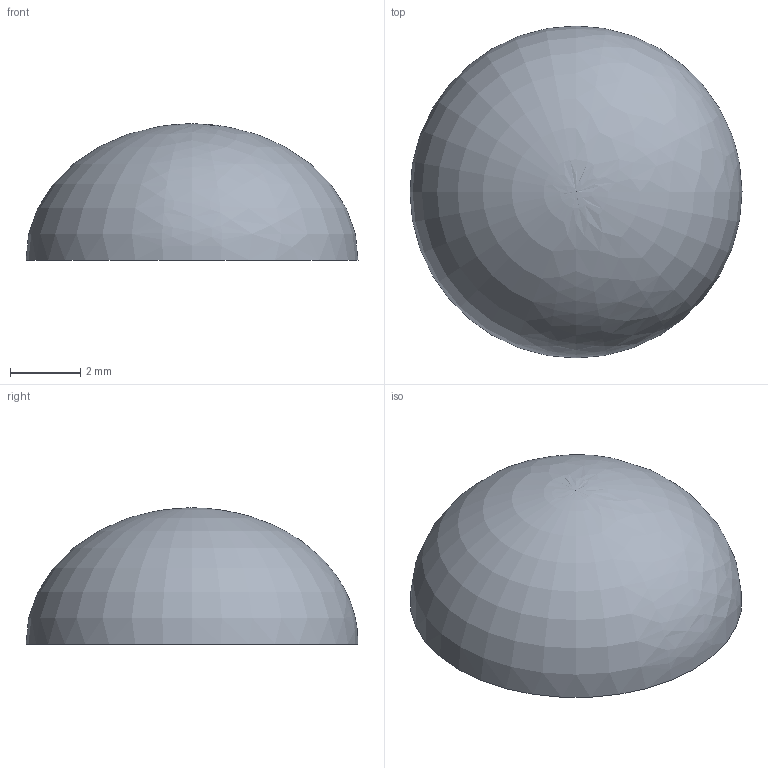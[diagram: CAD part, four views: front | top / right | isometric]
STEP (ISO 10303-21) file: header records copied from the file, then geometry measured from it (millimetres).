
FILE_DESCRIPTION(/* description */ (''),/* implementation_level */ '2;1');
FILE_NAME(/* name */ '3226b91a-d7bf-4f26-847b-ed741f5a0d22.stp',/* time_stamp */ '2018-04-12T19:29:54-07:00',/* author */ (''),/* organization */ (''),/* preprocessor_version */ 'ST-DEVELOPER v16.13',/* originating_system */ 'Autodesk Translation Framework v6.5.0.72',/* authorisation */ '');
FILE_SCHEMA (('AUTOMOTIVE_DESIGN { 1 0 10303 214 3 1 1 }'));
Length unit declared in the file: inch
Products named in the file (1): Flat Case Risers
Bounding box: 9.44 x 9.44 x 3.88 mm (x, y, z)
Volume: 182.9 mm3; surface area: 194.7 mm2
Topology: 1 solids, 1 shells, 2 faces, 3 edges, 2 vertices
Faces by surface type: plane 1, bspline 1
Entity records: 115 total; most frequent: CARTESIAN_POINT 51, DIRECTION 8, ORIENTED_EDGE 4, AXIS2_PLACEMENT_3D 4, FACE_OUTER_BOUND 2, EDGE_LOOP 2, VERTEX_POINT 2, EDGE_CURVE 2
